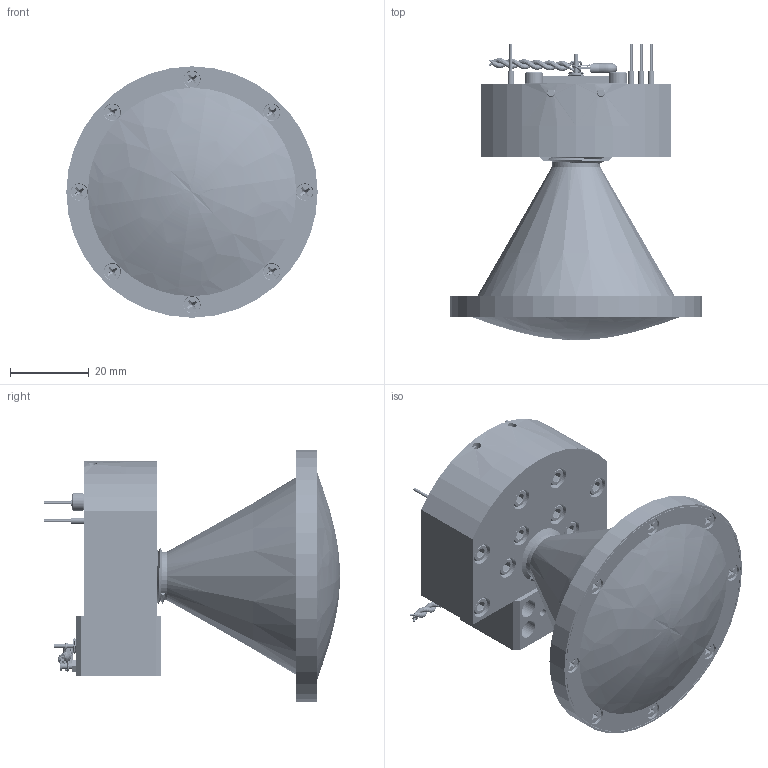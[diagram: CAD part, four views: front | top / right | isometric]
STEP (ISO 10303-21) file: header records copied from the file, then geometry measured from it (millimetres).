
FILE_DESCRIPTION (( 'STEP AP203' ), '1' );
FILE_NAME ('SSS-35310-22L-D2.STEP', '2019-04-04T00:01:25', ( '' ), ( '' ), 'SwSTEP 2.0', 'SolidWorks 2016', '' );
FILE_SCHEMA (( 'CONFIG_CONTROL_DESIGN' ));
Length unit declared in the file: millimetre
Products named in the file (1): SSS-35310-22L-D2
Bounding box: 63.75 x 75.07 x 63.75 mm (x, y, z)
Volume: 63738.3 mm3; surface area: 44974.1 mm2
Topology: 53 solids, 53 shells, 3618 faces, 9736 edges, 6336 vertices
Faces by surface type: cylinder 1502, plane 1033, bspline 614, cone 465, torus 4
Entity records: 181267 total; most frequent: CARTESIAN_POINT 101589, ORIENTED_EDGE 19320, DIRECTION 13024, EDGE_CURVE 9660, VERTEX_POINT 6336, AXIS2_PLACEMENT_3D 4418, LINE 4188, VECTOR 4188
